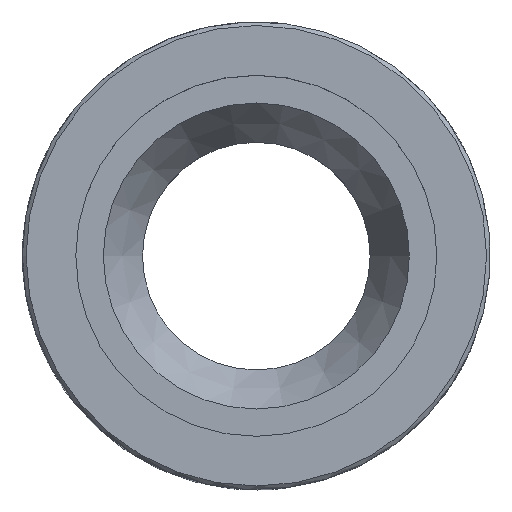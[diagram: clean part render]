
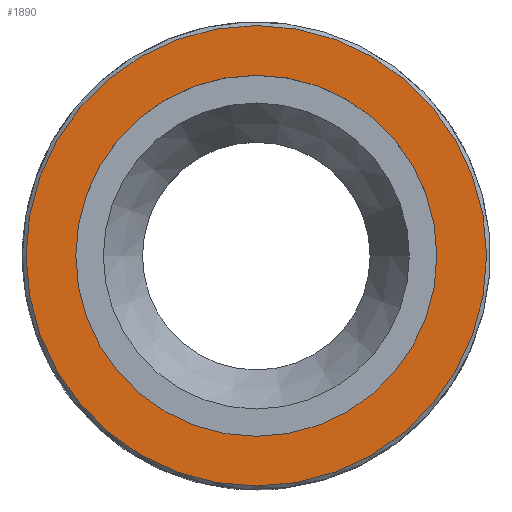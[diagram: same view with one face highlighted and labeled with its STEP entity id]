
A CAD part, top view. The second image highlights one B-rep face of the part: STEP entity #1890.
In plain terms, the highlighted planar face has unit normal (0, 0, 1).
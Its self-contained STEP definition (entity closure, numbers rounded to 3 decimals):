
#533=ORIENTED_EDGE('',*,*,#776,.T.);
#534=ORIENTED_EDGE('',*,*,#789,.F.);
#776=EDGE_CURVE('',#907,#907,#995,.T.);
#789=EDGE_CURVE('',#915,#915,#1005,.T.);
#907=VERTEX_POINT('',#2913);
#915=VERTEX_POINT('',#2944);
#995=CIRCLE('',#2041,24.188);
#1005=CIRCLE('',#2061,30.85);
#1091=EDGE_LOOP('',(#533));
#1092=EDGE_LOOP('',(#534));
#1187=FACE_BOUND('',#1091,.T.);
#1188=FACE_BOUND('',#1092,.T.);
#1245=PLANE('',#2060);
#1890=ADVANCED_FACE('',(#1187,#1188),#1245,.F.);
#2041=AXIS2_PLACEMENT_3D('',#2912,#2430,#2431);
#2060=AXIS2_PLACEMENT_3D('',#2942,#2471,#2472);
#2061=AXIS2_PLACEMENT_3D('',#2943,#2473,#2474);
#2430=DIRECTION('',(0.,0.,-1.));
#2431=DIRECTION('',(1.,0.,0.));
#2471=DIRECTION('',(0.,0.,-1.));
#2472=DIRECTION('',(-1.,0.,0.));
#2473=DIRECTION('',(0.,0.,-1.));
#2474=DIRECTION('',(-1.,0.,0.));
#2912=CARTESIAN_POINT('',(0.,0.,30.7));
#2913=CARTESIAN_POINT('',(24.188,0.,30.7));
#2942=CARTESIAN_POINT('',(31.35,0.,30.7));
#2943=CARTESIAN_POINT('',(0.,0.,30.7));
#2944=CARTESIAN_POINT('',(-30.85,0.,30.7));
